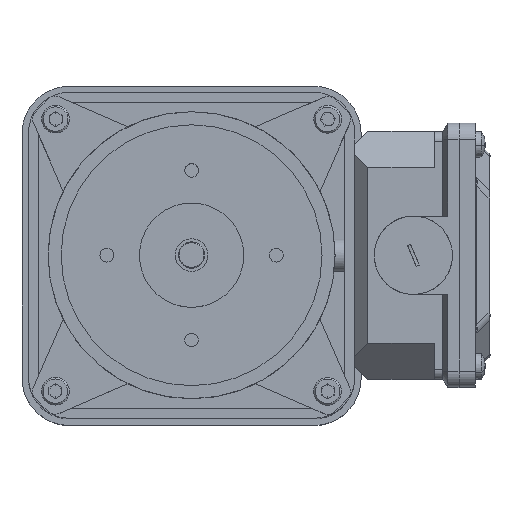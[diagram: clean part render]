
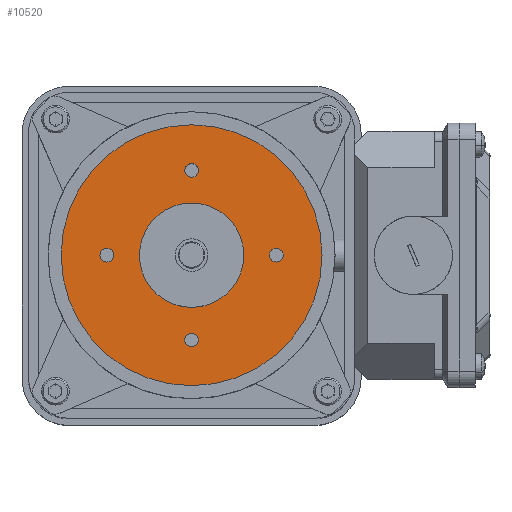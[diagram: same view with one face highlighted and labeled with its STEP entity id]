
A CAD part, top view. The second image highlights one B-rep face of the part: STEP entity #10520.
In plain terms, the highlighted planar face has unit normal (0, 0, 1).
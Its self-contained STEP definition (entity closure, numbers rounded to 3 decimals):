
#134 = DIRECTION ( 'NONE',  ( 0., 0., 1. ) ) ;
#299 = CIRCLE ( 'NONE', #24873, 2.1 ) ;
#342 = DIRECTION ( 'NONE',  ( 0., 0., 1. ) ) ;
#460 = VERTEX_POINT ( 'NONE', #28507 ) ;
#849 = DIRECTION ( 'NONE',  ( 0., 0., 1. ) ) ;
#1173 = EDGE_CURVE ( 'Defeature ausgef�hrt21_408+Defeature ausgef�hrt21_357+Defeature ausgef�hrt21_357+Defeature ausgef�hrt21_357', #29986, #13089, #4137, .T. ) ;
#1832 = AXIS2_PLACEMENT_3D ( 'NONE', #18088, #849, #21004 ) ;
#2219 = EDGE_CURVE ( 'Defeature ausgef�hrt21_410+Defeature ausgef�hrt21_357+Defeature ausgef�hrt21_357+Defeature ausgef�hrt21_357', #33471, #10477, #29706, .T. ) ;
#2548 = ORIENTED_EDGE ( 'NONE', *, *, #4322, .F. ) ;
#2666 = PLANE ( 'NONE',  #25445 ) ;
#2774 = CARTESIAN_POINT ( 'NONE',  ( -2.088, 26.001, 130. ) ) ;
#2933 = EDGE_LOOP ( 'NONE', ( #16403, #27694 ) ) ;
#3265 = AXIS2_PLACEMENT_3D ( 'NONE', #22727, #5530, #25644 ) ;
#3706 = EDGE_CURVE ( 'Defeature ausgef�hrt21_361+Defeature ausgef�hrt21_357+Defeature ausgef�hrt21_357+Defeature ausgef�hrt21_357', #33442, #460, #33328, .T. ) ;
#4137 = CIRCLE ( 'NONE', #10326, 2.1 ) ;
#4322 = EDGE_CURVE ( 'Defeature ausgef�hrt21_412+Defeature ausgef�hrt21_357+Defeature ausgef�hrt21_357+Defeature ausgef�hrt21_357', #19446, #9596, #299, .T. ) ;
#5530 = DIRECTION ( 'NONE',  ( 0., 0., 1. ) ) ;
#5692 = CIRCLE ( 'NONE', #1832, 2.1 ) ;
#6703 = FACE_BOUND ( 'NONE', #32331, .T. ) ;
#6974 = DIRECTION ( 'NONE',  ( 0., 0., 1. ) ) ;
#7007 = VERTEX_POINT ( 'NONE', #28303 ) ;
#7436 = ORIENTED_EDGE ( 'NONE', *, *, #27010, .F. ) ;
#7744 = ORIENTED_EDGE ( 'NONE', *, *, #10012, .F. ) ;
#7784 = DIRECTION ( 'NONE',  ( 0., 0., 1. ) ) ;
#7785 = CARTESIAN_POINT ( 'NONE',  ( 28.1, -0.013, 130. ) ) ;
#7871 = ORIENTED_EDGE ( 'NONE', *, *, #32234, .T. ) ;
#8326 = DIRECTION ( 'NONE',  ( 0., 0., 1. ) ) ;
#9596 = VERTEX_POINT ( 'NONE', #20892 ) ;
#9764 = CARTESIAN_POINT ( 'NONE',  ( -16., 0.007, 130. ) ) ;
#9892 = VERTEX_POINT ( 'NONE', #7785 ) ;
#9995 = DIRECTION ( 'NONE',  ( 0., 0., 1. ) ) ;
#10012 = EDGE_CURVE ( 'Defeature ausgef�hrt21_412+Defeature ausgef�hrt21_357+Defeature ausgef�hrt21_357+Defeature ausgef�hrt21_357', #9596, #19446, #22955, .T. ) ;
#10145 = CARTESIAN_POINT ( 'NONE',  ( 0., 0., 130. ) ) ;
#10253 = CIRCLE ( 'NONE', #21323, 16. ) ;
#10326 = AXIS2_PLACEMENT_3D ( 'NONE', #25550, #8326, #28514 ) ;
#10477 = VERTEX_POINT ( 'NONE', #25564 ) ;
#10520 = ADVANCED_FACE ( 'Defeature ausgef�hrt21_357', ( #14361, #29735, #21980, #6703, #36548, #28821 ), #2666, .T. ) ;
#10577 = ORIENTED_EDGE ( 'NONE', *, *, #36416, .F. ) ;
#10813 = CIRCLE ( 'NONE', #19322, 40. ) ;
#10995 = DIRECTION ( 'NONE',  ( 0., 0., 1. ) ) ;
#12569 = CIRCLE ( 'NONE', #33929, 2.1 ) ;
#12609 = CARTESIAN_POINT ( 'NONE',  ( -0.012, -26., 130. ) ) ;
#12724 = EDGE_LOOP ( 'NONE', ( #10577, #30161 ) ) ;
#13050 = DIRECTION ( 'NONE',  ( 1., 0., 0. ) ) ;
#13089 = VERTEX_POINT ( 'NONE', #2774 ) ;
#13133 = CARTESIAN_POINT ( 'NONE',  ( 2.112, 25.999, 130. ) ) ;
#13153 = EDGE_CURVE ( 'Defeature ausgef�hrt21_414+Defeature ausgef�hrt21_357+Defeature ausgef�hrt21_357+Defeature ausgef�hrt21_357', #26740, #9892, #31224, .T. ) ;
#13326 = EDGE_LOOP ( 'NONE', ( #31013, #33627 ) ) ;
#14361 = FACE_BOUND ( 'NONE', #12724, .T. ) ;
#14534 = AXIS2_PLACEMENT_3D ( 'NONE', #12609, #32835, #15527 ) ;
#15527 = DIRECTION ( 'NONE',  ( 1., 0., 0. ) ) ;
#16403 = ORIENTED_EDGE ( 'NONE', *, *, #27595, .F. ) ;
#16752 = EDGE_CURVE ( 'Defeature ausgef�hrt21_357+Defeature ausgef�hrt21_358+Defeature ausgef�hrt21_358+Defeature ausgef�hrt21_358', #25080, #7007, #10813, .T. ) ;
#16980 = DIRECTION ( 'NONE',  ( 0., 0., 1. ) ) ;
#17313 = EDGE_CURVE ( 'Defeature ausgef�hrt21_410+Defeature ausgef�hrt21_357+Defeature ausgef�hrt21_357+Defeature ausgef�hrt21_357', #10477, #33471, #27942, .T. ) ;
#17416 = CARTESIAN_POINT ( 'NONE',  ( 0., 0., 130. ) ) ;
#17569 = AXIS2_PLACEMENT_3D ( 'NONE', #17605, #342, #20509 ) ;
#17605 = CARTESIAN_POINT ( 'NONE',  ( 26., -0.012, 130. ) ) ;
#18088 = CARTESIAN_POINT ( 'NONE',  ( 26., -0.012, 130. ) ) ;
#18567 = CARTESIAN_POINT ( 'NONE',  ( -2.112, -25.999, 130. ) ) ;
#19307 = EDGE_LOOP ( 'NONE', ( #7871, #19729 ) ) ;
#19322 = AXIS2_PLACEMENT_3D ( 'NONE', #27295, #9995, #30220 ) ;
#19446 = VERTEX_POINT ( 'NONE', #36689 ) ;
#19729 = ORIENTED_EDGE ( 'NONE', *, *, #16752, .T. ) ;
#20035 = DIRECTION ( 'NONE',  ( 1., 0., 0. ) ) ;
#20326 = DIRECTION ( 'NONE',  ( 1., 0., 0. ) ) ;
#20509 = DIRECTION ( 'NONE',  ( 1., 0., 0. ) ) ;
#20892 = CARTESIAN_POINT ( 'NONE',  ( -23.9, 0.011, 130. ) ) ;
#21004 = DIRECTION ( 'NONE',  ( 1., 0., 0. ) ) ;
#21323 = AXIS2_PLACEMENT_3D ( 'NONE', #10145, #30354, #13050 ) ;
#21568 = EDGE_LOOP ( 'NONE', ( #7744, #2548 ) ) ;
#21980 = FACE_BOUND ( 'NONE', #13326, .T. ) ;
#22727 = CARTESIAN_POINT ( 'NONE',  ( -26., 0.012, 130. ) ) ;
#22756 = AXIS2_PLACEMENT_3D ( 'NONE', #24201, #6974, #27146 ) ;
#22955 = CIRCLE ( 'NONE', #3265, 2.1 ) ;
#24201 = CARTESIAN_POINT ( 'NONE',  ( 0., 0., 130. ) ) ;
#24873 = AXIS2_PLACEMENT_3D ( 'NONE', #28329, #10995, #31201 ) ;
#24996 = CARTESIAN_POINT ( 'NONE',  ( 0.012, 26., 130. ) ) ;
#25080 = VERTEX_POINT ( 'NONE', #33779 ) ;
#25445 = AXIS2_PLACEMENT_3D ( 'NONE', #31534, #37387, #20035 ) ;
#25550 = CARTESIAN_POINT ( 'NONE',  ( 0.012, 26., 130. ) ) ;
#25564 = CARTESIAN_POINT ( 'NONE',  ( 2.088, -26.001, 130. ) ) ;
#25644 = DIRECTION ( 'NONE',  ( 1., 0., 0. ) ) ;
#26126 = ORIENTED_EDGE ( 'NONE', *, *, #1173, .F. ) ;
#26740 = VERTEX_POINT ( 'NONE', #32788 ) ;
#27010 = EDGE_CURVE ( 'Defeature ausgef�hrt21_408+Defeature ausgef�hrt21_357+Defeature ausgef�hrt21_357+Defeature ausgef�hrt21_357', #13089, #29986, #12569, .T. ) ;
#27146 = DIRECTION ( 'NONE',  ( 1., 0., 0. ) ) ;
#27295 = CARTESIAN_POINT ( 'NONE',  ( 0., 0., 130. ) ) ;
#27595 = EDGE_CURVE ( 'Defeature ausgef�hrt21_361+Defeature ausgef�hrt21_357+Defeature ausgef�hrt21_357+Defeature ausgef�hrt21_357', #460, #33442, #10253, .T. ) ;
#27694 = ORIENTED_EDGE ( 'NONE', *, *, #3706, .F. ) ;
#27942 = CIRCLE ( 'NONE', #14534, 2.1 ) ;
#27969 = DIRECTION ( 'NONE',  ( 1., 0., 0. ) ) ;
#28303 = CARTESIAN_POINT ( 'NONE',  ( 40., -0.018, 130. ) ) ;
#28329 = CARTESIAN_POINT ( 'NONE',  ( -26., 0.012, 130. ) ) ;
#28507 = CARTESIAN_POINT ( 'NONE',  ( 16., -0.007, 130. ) ) ;
#28514 = DIRECTION ( 'NONE',  ( 1., 0., 0. ) ) ;
#28821 = FACE_OUTER_BOUND ( 'NONE', #19307, .T. ) ;
#29706 = CIRCLE ( 'NONE', #36332, 2.1 ) ;
#29735 = FACE_BOUND ( 'NONE', #21568, .T. ) ;
#29986 = VERTEX_POINT ( 'NONE', #13133 ) ;
#30161 = ORIENTED_EDGE ( 'NONE', *, *, #13153, .F. ) ;
#30220 = DIRECTION ( 'NONE',  ( 1., 0., 0. ) ) ;
#30354 = DIRECTION ( 'NONE',  ( 0., 0., 1. ) ) ;
#31013 = ORIENTED_EDGE ( 'NONE', *, *, #17313, .F. ) ;
#31201 = DIRECTION ( 'NONE',  ( 1., 0., 0. ) ) ;
#31224 = CIRCLE ( 'NONE', #17569, 2.1 ) ;
#31534 = CARTESIAN_POINT ( 'NONE',  ( 0., 0., 130. ) ) ;
#32234 = EDGE_CURVE ( 'Defeature ausgef�hrt21_357+Defeature ausgef�hrt21_358+Defeature ausgef�hrt21_358+Defeature ausgef�hrt21_358', #7007, #25080, #37112, .T. ) ;
#32331 = EDGE_LOOP ( 'NONE', ( #26126, #7436 ) ) ;
#32788 = CARTESIAN_POINT ( 'NONE',  ( 23.9, -0.011, 130. ) ) ;
#32835 = DIRECTION ( 'NONE',  ( 0., 0., 1. ) ) ;
#32967 = AXIS2_PLACEMENT_3D ( 'NONE', #17416, #134, #20326 ) ;
#33328 = CIRCLE ( 'NONE', #32967, 16. ) ;
#33442 = VERTEX_POINT ( 'NONE', #9764 ) ;
#33471 = VERTEX_POINT ( 'NONE', #18567 ) ;
#33627 = ORIENTED_EDGE ( 'NONE', *, *, #2219, .F. ) ;
#33779 = CARTESIAN_POINT ( 'NONE',  ( -40., 0.018, 130. ) ) ;
#33929 = AXIS2_PLACEMENT_3D ( 'NONE', #24996, #7784, #27969 ) ;
#34315 = CARTESIAN_POINT ( 'NONE',  ( -0.012, -26., 130. ) ) ;
#36332 = AXIS2_PLACEMENT_3D ( 'NONE', #34315, #16980, #37230 ) ;
#36416 = EDGE_CURVE ( 'Defeature ausgef�hrt21_414+Defeature ausgef�hrt21_357+Defeature ausgef�hrt21_357+Defeature ausgef�hrt21_357', #9892, #26740, #5692, .T. ) ;
#36548 = FACE_BOUND ( 'NONE', #2933, .T. ) ;
#36689 = CARTESIAN_POINT ( 'NONE',  ( -28.1, 0.013, 130. ) ) ;
#37112 = CIRCLE ( 'NONE', #22756, 40. ) ;
#37230 = DIRECTION ( 'NONE',  ( 1., 0., 0. ) ) ;
#37387 = DIRECTION ( 'NONE',  ( 0., 0., 1. ) ) ;
